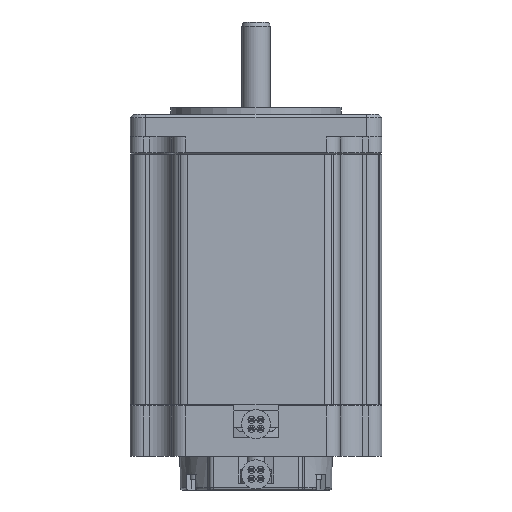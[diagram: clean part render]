
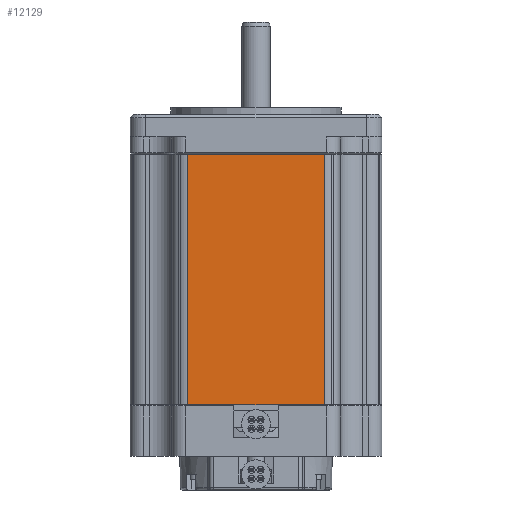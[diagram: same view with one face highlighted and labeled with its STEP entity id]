
A CAD part, front view. The second image highlights one B-rep face of the part: STEP entity #12129.
In plain terms, the highlighted planar face has unit normal (0, -1, 0).
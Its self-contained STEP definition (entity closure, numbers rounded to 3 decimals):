
#249=DIRECTION('',(1.,0.,0.));
#250=VECTOR('',#249,30.617);
#251=CARTESIAN_POINT('',(-15.308,-28.1,0.));
#252=LINE('',#251,#250);
#1950=DIRECTION('',(1.,0.,0.));
#1951=VECTOR('',#1950,30.617);
#1952=CARTESIAN_POINT('',(-15.308,-28.1,56.));
#1953=LINE('',#1952,#1951);
#3654=DIRECTION('',(0.,0.,-1.));
#3655=VECTOR('',#3654,56.);
#3656=CARTESIAN_POINT('',(-15.308,-28.1,56.));
#3657=LINE('',#3656,#3655);
#3658=DIRECTION('',(0.,0.,-1.));
#3659=VECTOR('',#3658,56.);
#3660=CARTESIAN_POINT('',(15.308,-28.1,56.));
#3661=LINE('',#3660,#3659);
#7612=CARTESIAN_POINT('',(-15.308,-28.1,0.));
#7614=VERTEX_POINT('',#7612);
#7618=CARTESIAN_POINT('',(-15.308,-28.1,56.));
#7619=VERTEX_POINT('',#7618);
#7645=CARTESIAN_POINT('',(15.308,-28.1,0.));
#7647=VERTEX_POINT('',#7645);
#7648=CARTESIAN_POINT('',(15.308,-28.1,56.));
#7649=VERTEX_POINT('',#7648);
#12117=CARTESIAN_POINT('',(-16.129,-28.1,0.));
#12118=DIRECTION('',(0.,-1.,0.));
#12119=DIRECTION('',(1.,0.,0.));
#12120=AXIS2_PLACEMENT_3D('',#12117,#12118,#12119);
#12121=PLANE('',#12120);
#12123=ORIENTED_EDGE('',*,*,#12122,.F.);
#12124=ORIENTED_EDGE('',*,*,#10254,.T.);
#12125=ORIENTED_EDGE('',*,*,#12110,.T.);
#12126=ORIENTED_EDGE('',*,*,#8831,.F.);
#12127=EDGE_LOOP('',(#12123,#12124,#12125,#12126));
#12128=FACE_OUTER_BOUND('',#12127,.F.);
#12129=ADVANCED_FACE('',(#12128),#12121,.T.);
#8831=EDGE_CURVE('',#7614,#7647,#252,.T.);
#10254=EDGE_CURVE('',#7619,#7649,#1953,.T.);
#12110=EDGE_CURVE('',#7649,#7647,#3661,.T.);
#12122=EDGE_CURVE('',#7619,#7614,#3657,.T.);
